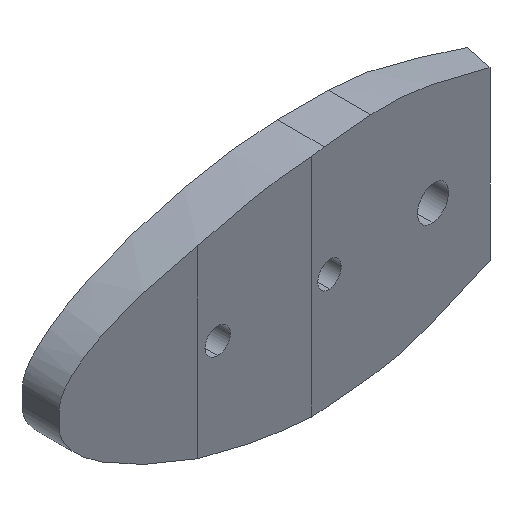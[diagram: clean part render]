
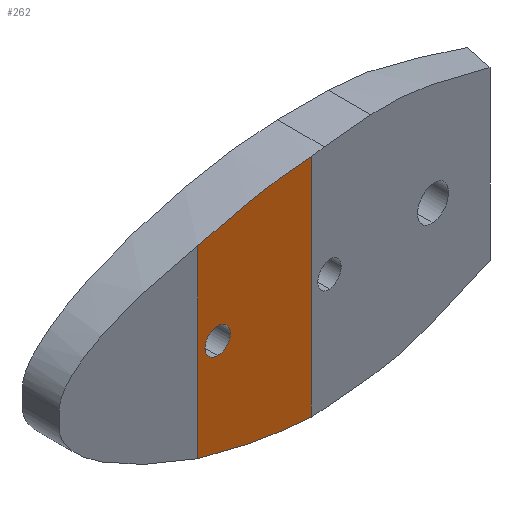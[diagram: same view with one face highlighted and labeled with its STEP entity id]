
A CAD part, isometric view. The second image highlights one B-rep face of the part: STEP entity #262.
In plain terms, the highlighted planar face has unit normal (0, -1, 0).
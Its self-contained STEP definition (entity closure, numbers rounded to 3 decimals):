
#3 = DIRECTION ( 'NONE',  ( 0., 1., 0. ) ) ;
#9 = CARTESIAN_POINT ( 'NONE',  ( -123., -8.5, -4.5 ) ) ;
#41 = EDGE_CURVE ( 'NONE', #377, #590, #504, .T. ) ;
#49 = FACE_OUTER_BOUND ( 'NONE', #302, .T. ) ;
#87 = ORIENTED_EDGE ( 'NONE', *, *, #315, .T. ) ;
#99 = CARTESIAN_POINT ( 'NONE',  ( -90., -8.5, 39.784 ) ) ;
#102 = B_SPLINE_CURVE_WITH_KNOTS ( 'NONE', 3,
 ( #448, #328, #221, #623 ),
 .UNSPECIFIED., .F., .F.,
 ( 4, 4 ),
 ( 0.625, 0.956 ),
 .UNSPECIFIED. ) ;
#109 = CARTESIAN_POINT ( 'NONE',  ( -130., -8.5, 32.502 ) ) ;
#151 = CIRCLE ( 'NONE', #577, 4.5 ) ;
#152 = VERTEX_POINT ( 'NONE', #9 ) ;
#157 = DIRECTION ( 'NONE',  ( 0., 0., 1. ) ) ;
#158 = DIRECTION ( 'NONE',  ( 0., 0., 1. ) ) ;
#163 = VECTOR ( 'NONE', #157, 1000. ) ;
#180 = ORIENTED_EDGE ( 'NONE', *, *, #41, .F. ) ;
#186 = VECTOR ( 'NONE', #389, 1000. ) ;
#188 = CARTESIAN_POINT ( 'NONE',  ( -130., -8.5, 32.502 ) ) ;
#221 = CARTESIAN_POINT ( 'NONE',  ( -102.884, -8.5, -38.989 ) ) ;
#224 = PLANE ( 'NONE',  #416 ) ;
#254 = EDGE_CURVE ( 'NONE', #373, #152, #468, .T. ) ;
#262 = ADVANCED_FACE ( 'NONE', ( #439, #49 ), #224, .F. ) ;
#267 = CARTESIAN_POINT ( 'NONE',  ( -123., -8.5, 0. ) ) ;
#276 = ORIENTED_EDGE ( 'NONE', *, *, #254, .T. ) ;
#282 = CARTESIAN_POINT ( 'NONE',  ( -123., -8.5, 0. ) ) ;
#285 = LINE ( 'NONE', #617, #186 ) ;
#293 = CARTESIAN_POINT ( 'NONE',  ( -130., -8.5, -32.502 ) ) ;
#302 = EDGE_LOOP ( 'NONE', ( #742, #180, #358, #87 ) ) ;
#315 = EDGE_CURVE ( 'NONE', #734, #621, #102, .T. ) ;
#328 = CARTESIAN_POINT ( 'NONE',  ( -117.019, -8.5, -36.342 ) ) ;
#334 = EDGE_CURVE ( 'NONE', #590, #621, #285, .T. ) ;
#341 = EDGE_CURVE ( 'NONE', #152, #373, #151, .T. ) ;
#358 = ORIENTED_EDGE ( 'NONE', *, *, #581, .F. ) ;
#373 = VERTEX_POINT ( 'NONE', #724 ) ;
#377 = VERTEX_POINT ( 'NONE', #188 ) ;
#380 = DIRECTION ( 'NONE',  ( 0., 0., 1. ) ) ;
#389 = DIRECTION ( 'NONE',  ( 0., 0., -1. ) ) ;
#416 = AXIS2_PLACEMENT_3D ( 'NONE', #496, #675, #506 ) ;
#439 = FACE_BOUND ( 'NONE', #545, .T. ) ;
#448 = CARTESIAN_POINT ( 'NONE',  ( -130., -8.5, -32.502 ) ) ;
#451 = CARTESIAN_POINT ( 'NONE',  ( -90., -8.5, -39.784 ) ) ;
#468 = CIRCLE ( 'NONE', #539, 4.5 ) ;
#496 = CARTESIAN_POINT ( 'NONE',  ( 0., -8.5, 0. ) ) ;
#497 = CARTESIAN_POINT ( 'NONE',  ( -102.884, -8.5, 38.989 ) ) ;
#500 = CARTESIAN_POINT ( 'NONE',  ( -130., -8.5, 0. ) ) ;
#504 = B_SPLINE_CURVE_WITH_KNOTS ( 'NONE', 3,
 ( #109, #507, #497, #670 ),
 .UNSPECIFIED., .F., .F.,
 ( 4, 4 ),
 ( 0.625, 0.956 ),
 .UNSPECIFIED. ) ;
#506 = DIRECTION ( 'NONE',  ( 0., 0., 1. ) ) ;
#507 = CARTESIAN_POINT ( 'NONE',  ( -117.019, -8.5, 36.342 ) ) ;
#539 = AXIS2_PLACEMENT_3D ( 'NONE', #282, #3, #158 ) ;
#545 = EDGE_LOOP ( 'NONE', ( #726, #276 ) ) ;
#577 = AXIS2_PLACEMENT_3D ( 'NONE', #267, #694, #380 ) ;
#581 = EDGE_CURVE ( 'NONE', #734, #377, #609, .T. ) ;
#590 = VERTEX_POINT ( 'NONE', #99 ) ;
#609 = LINE ( 'NONE', #500, #163 ) ;
#617 = CARTESIAN_POINT ( 'NONE',  ( -90., -8.5, 0. ) ) ;
#621 = VERTEX_POINT ( 'NONE', #451 ) ;
#623 = CARTESIAN_POINT ( 'NONE',  ( -90., -8.5, -39.784 ) ) ;
#670 = CARTESIAN_POINT ( 'NONE',  ( -90., -8.5, 39.784 ) ) ;
#675 = DIRECTION ( 'NONE',  ( 0., 1., 0. ) ) ;
#694 = DIRECTION ( 'NONE',  ( 0., 1., 0. ) ) ;
#724 = CARTESIAN_POINT ( 'NONE',  ( -123., -8.5, 4.5 ) ) ;
#726 = ORIENTED_EDGE ( 'NONE', *, *, #341, .T. ) ;
#734 = VERTEX_POINT ( 'NONE', #293 ) ;
#742 = ORIENTED_EDGE ( 'NONE', *, *, #334, .F. ) ;
